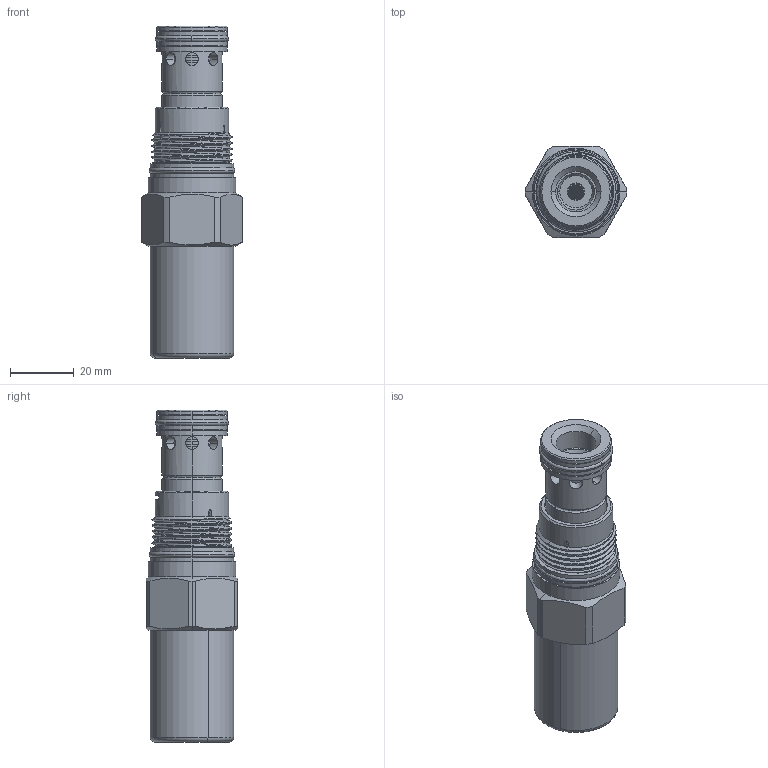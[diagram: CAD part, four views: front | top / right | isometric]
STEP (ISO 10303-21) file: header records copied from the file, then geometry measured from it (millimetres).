
FILE_DESCRIPTION (( 'STEP AP203' ), '1' );
FILE_NAME ('RP3A22-C.STEP', '2020-03-24T00:49:53', ( '' ), ( '' ), 'SwSTEP 2.0', 'SolidWorks 2018', '' );
FILE_SCHEMA (( 'CONFIG_CONTROL_DESIGN' ));
Products named in the file (1): RP3A22-C
Bounding box: 31.8 x 28.57 x 104 mm (x, y, z)
Volume: 38498.1 mm3; surface area: 21753.2 mm2
Topology: 12 solids, 12 shells, 848 faces, 2275 edges, 1436 vertices
Faces by surface type: cylinder 602, cone 88, plane 79, torus 69, bspline 6, sphere 4
Entity records: 56501 total; most frequent: CARTESIAN_POINT 36173, ORIENTED_EDGE 4538, DIRECTION 3467, EDGE_CURVE 2269, VERTEX_POINT 1436, AXIS2_PLACEMENT_3D 1371, EDGE_LOOP 1273, B_SPLINE_CURVE_WITH_KNOTS 930
